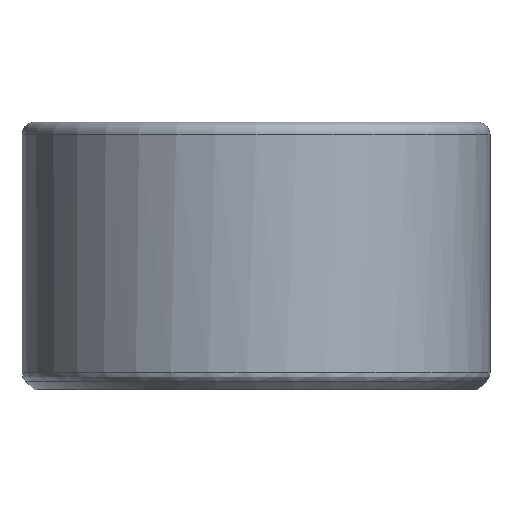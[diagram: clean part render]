
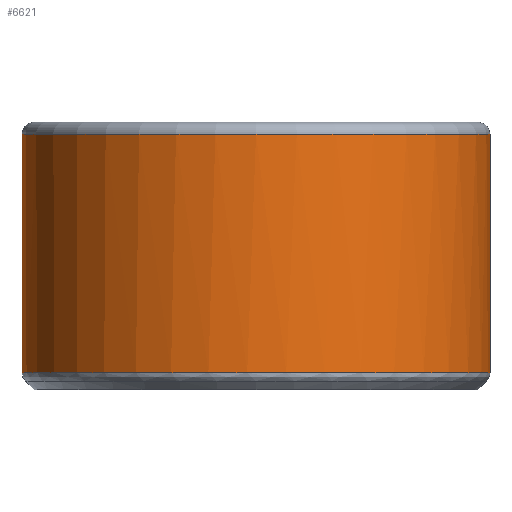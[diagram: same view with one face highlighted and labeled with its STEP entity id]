
A CAD part, front view. The second image highlights one B-rep face of the part: STEP entity #6621.
In plain terms, the highlighted cylindrical face has radius 19.25 mm (diameter 38.5 mm), a full revolution.
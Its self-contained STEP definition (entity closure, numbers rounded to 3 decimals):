
#6069 = TOROIDAL_SURFACE('',#6070,18.25,1.);
#6070 = AXIS2_PLACEMENT_3D('',#6071,#6072,#6073);
#6071 = CARTESIAN_POINT('',(0.,0.,21.));
#6072 = DIRECTION('',(0.,0.,1.));
#6073 = DIRECTION('',(1.,0.,-0.));
#6436 = VERTEX_POINT('',#6437);
#6437 = CARTESIAN_POINT('',(19.25,0.,21.));
#6457 = EDGE_CURVE('',#6436,#6436,#6458,.T.);
#6458 = SURFACE_CURVE('',#6459,(#6464,#6471),.PCURVE_S1.);
#6459 = CIRCLE('',#6460,19.25);
#6460 = AXIS2_PLACEMENT_3D('',#6461,#6462,#6463);
#6461 = CARTESIAN_POINT('',(0.,0.,21.));
#6462 = DIRECTION('',(0.,0.,1.));
#6463 = DIRECTION('',(1.,0.,-0.));
#6464 = PCURVE('',#6069,#6465);
#6465 = DEFINITIONAL_REPRESENTATION('',(#6466),#6470);
#6466 = LINE('',#6467,#6468);
#6467 = CARTESIAN_POINT('',(0.,0.));
#6468 = VECTOR('',#6469,1.);
#6469 = DIRECTION('',(1.,0.));
#6470 = ( GEOMETRIC_REPRESENTATION_CONTEXT(2) 
PARAMETRIC_REPRESENTATION_CONTEXT() REPRESENTATION_CONTEXT('2D SPACE',''
  ) );
#6471 = PCURVE('',#6472,#6477);
#6472 = CYLINDRICAL_SURFACE('',#6473,19.25);
#6473 = AXIS2_PLACEMENT_3D('',#6474,#6475,#6476);
#6474 = CARTESIAN_POINT('',(0.,0.,0.));
#6475 = DIRECTION('',(-0.,-0.,-1.));
#6476 = DIRECTION('',(1.,0.,0.));
#6477 = DEFINITIONAL_REPRESENTATION('',(#6478),#6482);
#6478 = LINE('',#6479,#6480);
#6479 = CARTESIAN_POINT('',(-0.,-21.));
#6480 = VECTOR('',#6481,1.);
#6481 = DIRECTION('',(-1.,0.));
#6482 = ( GEOMETRIC_REPRESENTATION_CONTEXT(2) 
PARAMETRIC_REPRESENTATION_CONTEXT() REPRESENTATION_CONTEXT('2D SPACE',''
  ) );
#6567 = ( BOUNDED_SURFACE() B_SPLINE_SURFACE(2,14,(
    (#6568,#6569,#6570,#6571,#6572,#6573,#6574,#6575,#6576,#6577,#6578
      ,#6579,#6580,#6581,#6582)
    ,(#6583,#6584,#6585,#6586,#6587,#6588,#6589,#6590,#6591,#6592,#6593
      ,#6594,#6595,#6596,#6597)
    ,(#6598,#6599,#6600,#6601,#6602,#6603,#6604,#6605,#6606,#6607,#6608
      ,#6609,#6610,#6611,#6612
)),.UNSPECIFIED.,.F.,.T.,.F.) B_SPLINE_SURFACE_WITH_KNOTS((3,3),(15,15),
  (0.,120.951),(0.,120.951),
.PIECEWISE_BEZIER_KNOTS.) GEOMETRIC_REPRESENTATION_ITEM() 
RATIONAL_B_SPLINE_SURFACE((
    (1.,1.,1.,1.,1.
      ,1.,1.,1.,1.
      ,1.,1.,1.,1.,1.,1.
      )
    ,(0.924,0.924,0.924,0.924
      ,0.924,0.924,0.924,0.924
      ,0.924,0.924,0.924,0.924
      ,0.924,0.924,0.924)
    ,(1.,1.,1.,1.,1.
      ,1.,1.,1.,1.
      ,1.,1.,1.,1.,1.,1.
))) REPRESENTATION_ITEM('') SURFACE() );
#6568 = CARTESIAN_POINT('',(19.25,0.,1.414));
#6569 = CARTESIAN_POINT('',(19.25,8.514,
    1.414));
#6570 = CARTESIAN_POINT('',(15.195,17.21,
    1.414));
#6571 = CARTESIAN_POINT('',(6.799,23.82,
    1.414));
#6572 = CARTESIAN_POINT('',(-4.652,25.994,
    1.414));
#6573 = CARTESIAN_POINT('',(-16.515,21.692,
    1.414));
#6574 = CARTESIAN_POINT('',(-24.472,13.175,
    1.414));
#6575 = CARTESIAN_POINT('',(-29.506,0.,
    1.414));
#6576 = CARTESIAN_POINT('',(-24.472,-13.175,1.414
    ));
#6577 = CARTESIAN_POINT('',(-16.515,-21.692,
    1.414));
#6578 = CARTESIAN_POINT('',(-4.652,-25.994,
    1.414));
#6579 = CARTESIAN_POINT('',(6.799,-23.82,
    1.414));
#6580 = CARTESIAN_POINT('',(15.195,-17.21,
    1.414));
#6581 = CARTESIAN_POINT('',(19.25,-8.514,
    1.414));
#6582 = CARTESIAN_POINT('',(19.25,0.,1.414));
#6583 = CARTESIAN_POINT('',(19.25,0.,1.));
#6584 = CARTESIAN_POINT('',(19.25,8.514,1.));
#6585 = CARTESIAN_POINT('',(15.195,17.21,1.));
#6586 = CARTESIAN_POINT('',(6.799,23.82,1.
    ));
#6587 = CARTESIAN_POINT('',(-4.652,25.994,
    1.));
#6588 = CARTESIAN_POINT('',(-16.515,21.692,
    1.));
#6589 = CARTESIAN_POINT('',(-24.472,13.175,
    1.));
#6590 = CARTESIAN_POINT('',(-29.506,0.,
    1.));
#6591 = CARTESIAN_POINT('',(-24.472,-13.175,
    1.));
#6592 = CARTESIAN_POINT('',(-16.515,-21.692,
    1.));
#6593 = CARTESIAN_POINT('',(-4.652,-25.994,1.));
#6594 = CARTESIAN_POINT('',(6.799,-23.82,1.));
#6595 = CARTESIAN_POINT('',(15.195,-17.21,1.));
#6596 = CARTESIAN_POINT('',(19.25,-8.514,1.));
#6597 = CARTESIAN_POINT('',(19.25,0.,1.));
#6598 = CARTESIAN_POINT('',(18.957,0.,0.707));
#6599 = CARTESIAN_POINT('',(18.957,8.385,
    0.707));
#6600 = CARTESIAN_POINT('',(14.964,16.948,
    0.707));
#6601 = CARTESIAN_POINT('',(6.696,23.458,0.707)
  );
#6602 = CARTESIAN_POINT('',(-4.581,25.598,
    0.707));
#6603 = CARTESIAN_POINT('',(-16.263,21.362,
    0.707));
#6604 = CARTESIAN_POINT('',(-24.1,12.975,
    0.707));
#6605 = CARTESIAN_POINT('',(-29.057,0.,
    0.707));
#6606 = CARTESIAN_POINT('',(-24.1,-12.975,
    0.707));
#6607 = CARTESIAN_POINT('',(-16.263,-21.362,
    0.707));
#6608 = CARTESIAN_POINT('',(-4.581,-25.598,
    0.707));
#6609 = CARTESIAN_POINT('',(6.696,-23.458,0.707
    ));
#6610 = CARTESIAN_POINT('',(14.964,-16.948,
    0.707));
#6611 = CARTESIAN_POINT('',(18.957,-8.385,
    0.707));
#6612 = CARTESIAN_POINT('',(18.957,0.,
    0.707));
#6621 = ADVANCED_FACE('',(#6622),#6472,.T.);
#6622 = FACE_BOUND('',#6623,.F.);
#6623 = EDGE_LOOP('',(#6624,#6647,#6648,#6649));
#6624 = ORIENTED_EDGE('',*,*,#6625,.T.);
#6625 = EDGE_CURVE('',#6626,#6436,#6628,.T.);
#6626 = VERTEX_POINT('',#6627);
#6627 = CARTESIAN_POINT('',(19.25,0.,1.414));
#6628 = SEAM_CURVE('',#6629,(#6633,#6640),.PCURVE_S1.);
#6629 = LINE('',#6630,#6631);
#6630 = CARTESIAN_POINT('',(19.25,0.,0.));
#6631 = VECTOR('',#6632,1.);
#6632 = DIRECTION('',(0.,0.,1.));
#6633 = PCURVE('',#6472,#6634);
#6634 = DEFINITIONAL_REPRESENTATION('',(#6635),#6639);
#6635 = LINE('',#6636,#6637);
#6636 = CARTESIAN_POINT('',(-0.,0.));
#6637 = VECTOR('',#6638,1.);
#6638 = DIRECTION('',(-0.,-1.));
#6639 = ( GEOMETRIC_REPRESENTATION_CONTEXT(2) 
PARAMETRIC_REPRESENTATION_CONTEXT() REPRESENTATION_CONTEXT('2D SPACE',''
  ) );
#6640 = PCURVE('',#6472,#6641);
#6641 = DEFINITIONAL_REPRESENTATION('',(#6642),#6646);
#6642 = LINE('',#6643,#6644);
#6643 = CARTESIAN_POINT('',(-6.283,0.));
#6644 = VECTOR('',#6645,1.);
#6645 = DIRECTION('',(-0.,-1.));
#6646 = ( GEOMETRIC_REPRESENTATION_CONTEXT(2) 
PARAMETRIC_REPRESENTATION_CONTEXT() REPRESENTATION_CONTEXT('2D SPACE',''
  ) );
#6647 = ORIENTED_EDGE('',*,*,#6457,.T.);
#6648 = ORIENTED_EDGE('',*,*,#6625,.F.);
#6649 = ORIENTED_EDGE('',*,*,#6650,.F.);
#6650 = EDGE_CURVE('',#6626,#6626,#6651,.T.);
#6651 = SURFACE_CURVE('',#6652,(#6668,#6692),.PCURVE_S1.);
#6652 = ( BOUNDED_CURVE() B_SPLINE_CURVE(14,(#6653,#6654,#6655,#6656,
    #6657,#6658,#6659,#6660,#6661,#6662,#6663,#6664,#6665,#6666,#6667),
.UNSPECIFIED.,.T.,.F.) B_SPLINE_CURVE_WITH_KNOTS((15,15),(
0.,120.951),.PIECEWISE_BEZIER_KNOTS.) CURVE() 
GEOMETRIC_REPRESENTATION_ITEM() RATIONAL_B_SPLINE_CURVE((1.,
    1.,1.,1.,1.,
    1.,1.,1.,1.,
    1.,1.,1.,1.,1.,1.)) 
REPRESENTATION_ITEM('') );
#6653 = CARTESIAN_POINT('',(19.25,0.,1.414));
#6654 = CARTESIAN_POINT('',(19.25,8.514,
    1.414));
#6655 = CARTESIAN_POINT('',(15.195,17.21,
    1.414));
#6656 = CARTESIAN_POINT('',(6.799,23.82,
    1.414));
#6657 = CARTESIAN_POINT('',(-4.652,25.994,
    1.414));
#6658 = CARTESIAN_POINT('',(-16.515,21.692,
    1.414));
#6659 = CARTESIAN_POINT('',(-24.472,13.175,
    1.414));
#6660 = CARTESIAN_POINT('',(-29.506,0.,
    1.414));
#6661 = CARTESIAN_POINT('',(-24.472,-13.175,1.414
    ));
#6662 = CARTESIAN_POINT('',(-16.515,-21.692,
    1.414));
#6663 = CARTESIAN_POINT('',(-4.652,-25.994,
    1.414));
#6664 = CARTESIAN_POINT('',(6.799,-23.82,
    1.414));
#6665 = CARTESIAN_POINT('',(15.195,-17.21,
    1.414));
#6666 = CARTESIAN_POINT('',(19.25,-8.514,
    1.414));
#6667 = CARTESIAN_POINT('',(19.25,0.,1.414));
#6668 = PCURVE('',#6472,#6669);
#6669 = DEFINITIONAL_REPRESENTATION('',(#6670),#6691);
#6670 = B_SPLINE_CURVE_WITH_KNOTS('',10,(#6671,#6672,#6673,#6674,#6675,
    #6676,#6677,#6678,#6679,#6680,#6681,#6682,#6683,#6684,#6685,#6686,
    #6687,#6688,#6689,#6690),.UNSPECIFIED.,.F.,.F.,(11,9,11),(
    0.,60.476,120.951),.UNSPECIFIED.);
#6671 = CARTESIAN_POINT('',(0.,-1.414));
#6672 = CARTESIAN_POINT('',(-0.31,-1.414));
#6673 = CARTESIAN_POINT('',(-0.624,-1.414));
#6674 = CARTESIAN_POINT('',(-0.94,-1.414));
#6675 = CARTESIAN_POINT('',(-1.256,-1.414));
#6676 = CARTESIAN_POINT('',(-1.57,-1.414));
#6677 = CARTESIAN_POINT('',(-1.885,-1.414));
#6678 = CARTESIAN_POINT('',(-2.199,-1.414));
#6679 = CARTESIAN_POINT('',(-2.513,-1.414));
#6680 = CARTESIAN_POINT('',(-2.827,-1.414));
#6681 = CARTESIAN_POINT('',(-3.456,-1.414));
#6682 = CARTESIAN_POINT('',(-3.77,-1.414));
#6683 = CARTESIAN_POINT('',(-4.084,-1.414));
#6684 = CARTESIAN_POINT('',(-4.398,-1.414));
#6685 = CARTESIAN_POINT('',(-4.713,-1.414));
#6686 = CARTESIAN_POINT('',(-5.027,-1.414));
#6687 = CARTESIAN_POINT('',(-5.343,-1.414));
#6688 = CARTESIAN_POINT('',(-5.659,-1.414));
#6689 = CARTESIAN_POINT('',(-5.974,-1.414));
#6690 = CARTESIAN_POINT('',(-6.283,-1.414));
#6691 = ( GEOMETRIC_REPRESENTATION_CONTEXT(2) 
PARAMETRIC_REPRESENTATION_CONTEXT() REPRESENTATION_CONTEXT('2D SPACE',''
  ) );
#6692 = PCURVE('',#6567,#6693);
#6693 = DEFINITIONAL_REPRESENTATION('',(#6694),#6698);
#6694 = LINE('',#6695,#6696);
#6695 = CARTESIAN_POINT('',(0.,0.));
#6696 = VECTOR('',#6697,1.);
#6697 = DIRECTION('',(0.,1.));
#6698 = ( GEOMETRIC_REPRESENTATION_CONTEXT(2) 
PARAMETRIC_REPRESENTATION_CONTEXT() REPRESENTATION_CONTEXT('2D SPACE',''
  ) );
